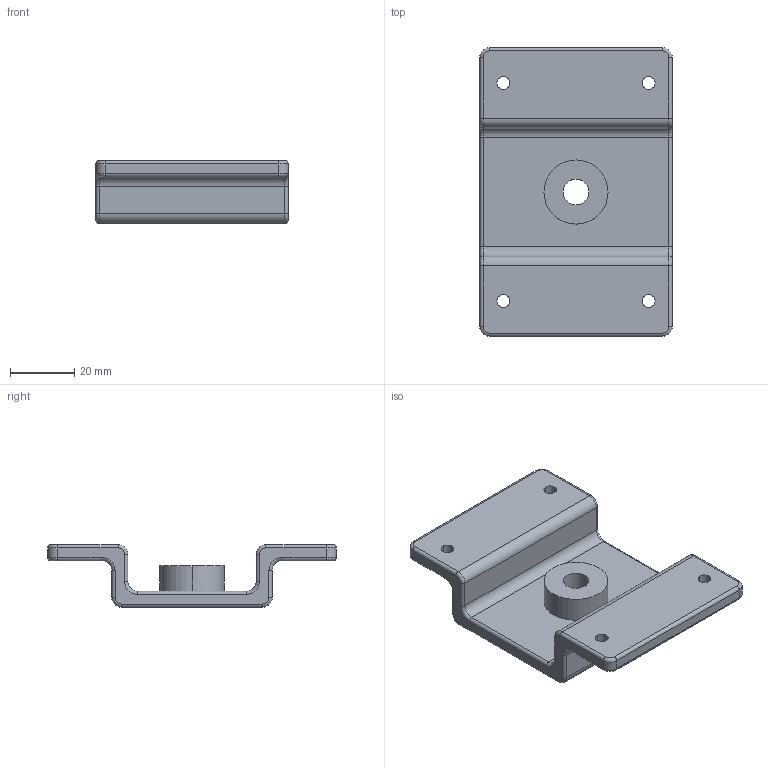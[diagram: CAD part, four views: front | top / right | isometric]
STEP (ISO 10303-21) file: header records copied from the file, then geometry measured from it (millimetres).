
FILE_DESCRIPTION((''),'2;1');
FILE_NAME('CARTERARRET','2025-12-12T14:05:55',('coren'),(''),'CREO PARAMETRIC BY PTC INC, 2022164','CREO PARAMETRIC BY PTC INC, 2022164','');
FILE_SCHEMA(('CONFIG_CONTROL_DESIGN'));
Length unit declared in the file: millimetre
Products named in the file (1): CARTERARRET
Bounding box: 60 x 90 x 19.5 mm (x, y, z)
Volume: 37123.4 mm3; surface area: 15995.5 mm2
Topology: 1 solids, 1 shells, 87 faces, 204 edges, 120 vertices
Faces by surface type: cylinder 48, torus 24, plane 15
Entity records: 2552 total; most frequent: DIRECTION 498, CARTESIAN_POINT 411, ORIENTED_EDGE 408, AXIS2_PLACEMENT_3D 207, EDGE_CURVE 204, VERTEX_POINT 120, CIRCLE 120, EDGE_LOOP 98
